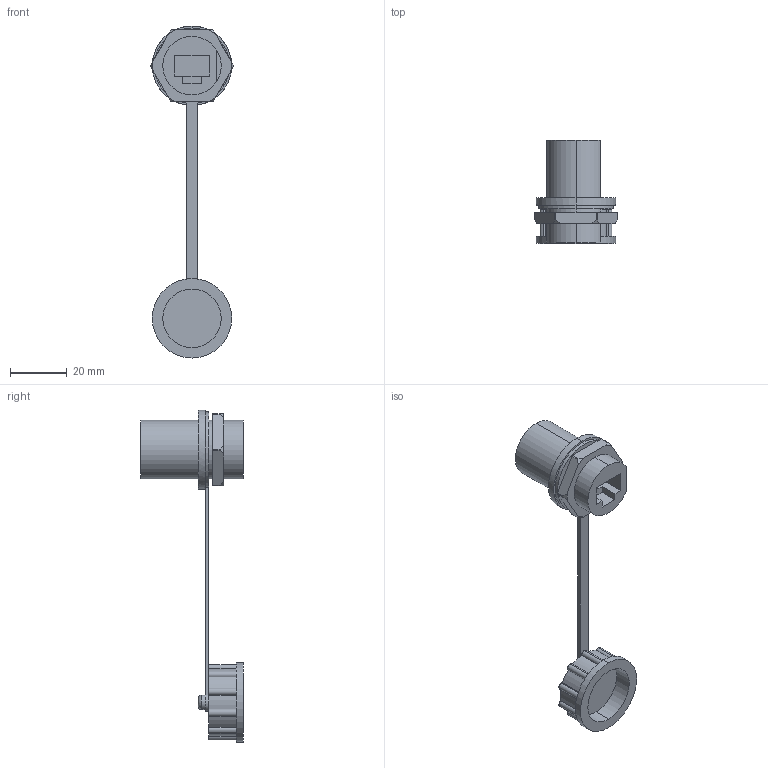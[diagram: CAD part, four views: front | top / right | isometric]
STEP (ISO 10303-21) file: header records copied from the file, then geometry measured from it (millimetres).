
FILE_DESCRIPTION (( 'STEP AP214' ), '1' );
FILE_NAME ('Waterproof Ethernet RJ45 Passthrough.STEP', '2020-03-31T16:19:53', ( '' ), ( '' ), 'SwSTEP 2.0', 'SolidWorks 2017', '' );
FILE_SCHEMA (( 'AUTOMOTIVE_DESIGN' ));
Length unit declared in the file: inch
Products named in the file (1): Waterproof Ethernet RJ45 Passthrough
Bounding box: 29.08 x 36.07 x 116.79 mm (x, y, z)
Volume: 15782.3 mm3; surface area: 8587.6 mm2
Topology: 1 solids, 1 shells, 102 faces, 269 edges, 176 vertices
Faces by surface type: plane 53, cylinder 47, torus 2
Entity records: 3219 total; most frequent: DIRECTION 577, CARTESIAN_POINT 548, ORIENTED_EDGE 538, EDGE_CURVE 269, AXIS2_PLACEMENT_3D 205, VERTEX_POINT 176, VECTOR 167, LINE 167
